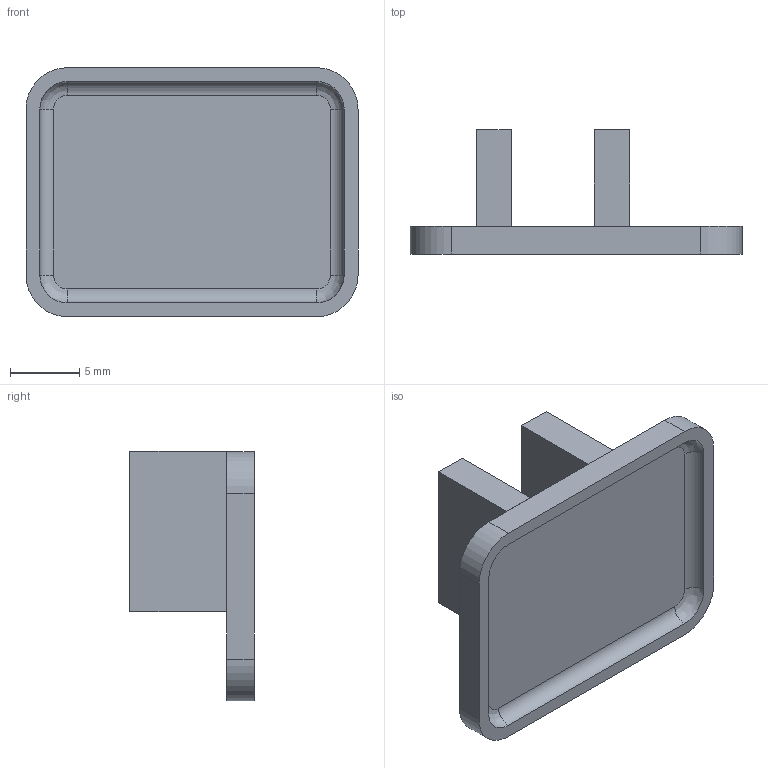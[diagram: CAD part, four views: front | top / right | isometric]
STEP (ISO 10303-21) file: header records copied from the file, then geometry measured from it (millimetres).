
FILE_DESCRIPTION(/* description */ (''),/* implementation_level */ '2;1');
FILE_NAME(/* name */ 'nameplate.step',/* time_stamp */ '2021-06-12T14:36:31+02:00',/* author */ (''),/* organization */ (''),/* preprocessor_version */ 'ST-DEVELOPER v18.1',/* originating_system */ 'Autodesk Translation Framework v10.9.0.1377',/* authorisation */ '');
FILE_SCHEMA (('AUTOMOTIVE_DESIGN { 1 0 10303 214 3 1 1 }'));
Length unit declared in the file: millimetre
Products named in the file (1): nameplate
Bounding box: 24 x 9 x 18.02 mm (x, y, z)
Volume: 920.8 mm3; surface area: 1439.7 mm2
Topology: 1 solids, 1 shells, 30 faces, 84 edges, 58 vertices
Faces by surface type: plane 18, cylinder 8, bspline 4
Entity records: 1044 total; most frequent: CARTESIAN_POINT 205, DIRECTION 170, ORIENTED_EDGE 168, EDGE_CURVE 84, AXIS2_PLACEMENT_3D 59, VERTEX_POINT 58, LINE 52, VECTOR 52
